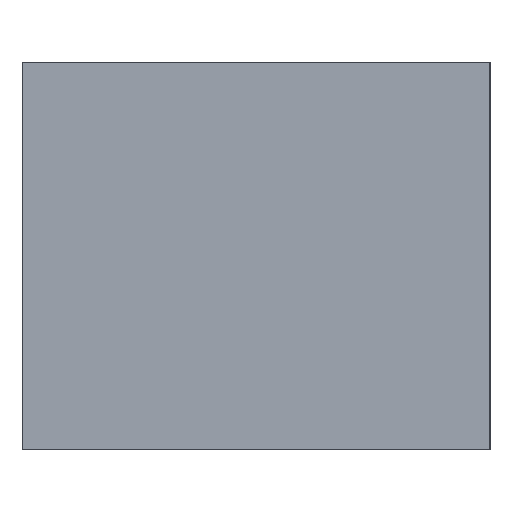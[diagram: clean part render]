
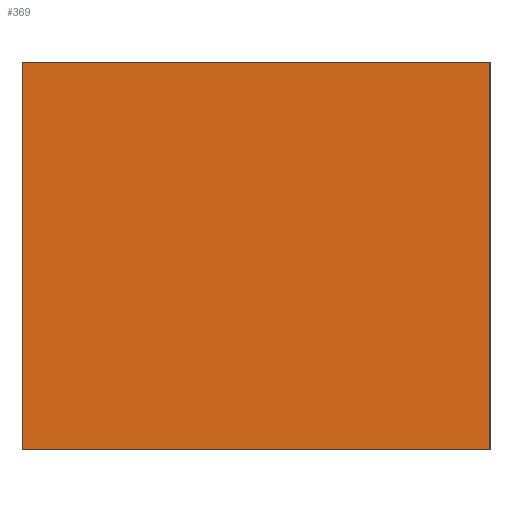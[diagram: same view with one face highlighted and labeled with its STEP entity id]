
A CAD part, left-side view. The second image highlights one B-rep face of the part: STEP entity #369.
In plain terms, the highlighted planar face has unit normal (-1, 0, 0).
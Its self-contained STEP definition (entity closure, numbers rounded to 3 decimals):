
#36=PLANE('',#418);
#52=FACE_OUTER_BOUND('',#78,.T.);
#78=EDGE_LOOP('',(#296,#297,#298,#299));
#104=LINE('',#569,#138);
#118=LINE('',#600,#152);
#119=LINE('',#601,#153);
#120=LINE('',#602,#154);
#138=VECTOR('',#466,10.);
#152=VECTOR('',#490,10.);
#153=VECTOR('',#491,10.);
#154=VECTOR('',#492,10.);
#184=VERTEX_POINT('',#562);
#187=VERTEX_POINT('',#567);
#198=VERTEX_POINT('',#598);
#199=VERTEX_POINT('',#599);
#222=EDGE_CURVE('',#187,#184,#104,.T.);
#236=EDGE_CURVE('',#198,#199,#118,.T.);
#237=EDGE_CURVE('',#198,#184,#119,.T.);
#238=EDGE_CURVE('',#199,#187,#120,.T.);
#296=ORIENTED_EDGE('',*,*,#236,.F.);
#297=ORIENTED_EDGE('',*,*,#237,.T.);
#298=ORIENTED_EDGE('',*,*,#222,.F.);
#299=ORIENTED_EDGE('',*,*,#238,.F.);
#369=ADVANCED_FACE('',(#52),#36,.T.);
#418=AXIS2_PLACEMENT_3D('',#597,#488,#489);
#466=DIRECTION('',(0.,-1.,0.));
#488=DIRECTION('center_axis',(-1.,0.,0.));
#489=DIRECTION('ref_axis',(0.,-1.,0.));
#490=DIRECTION('',(0.,1.,0.));
#491=DIRECTION('',(0.,0.,1.));
#492=DIRECTION('',(0.,0.,1.));
#562=CARTESIAN_POINT('',(-23.236,-20.,38.));
#567=CARTESIAN_POINT('',(-23.236,20.,38.));
#569=CARTESIAN_POINT('',(-23.236,20.,38.));
#597=CARTESIAN_POINT('Origin',(-23.236,20.,5.));
#598=CARTESIAN_POINT('',(-23.236,-20.,5.));
#599=CARTESIAN_POINT('',(-23.236,20.,5.));
#600=CARTESIAN_POINT('',(-23.236,-20.,5.));
#601=CARTESIAN_POINT('',(-23.236,-20.,5.));
#602=CARTESIAN_POINT('',(-23.236,20.,5.));
